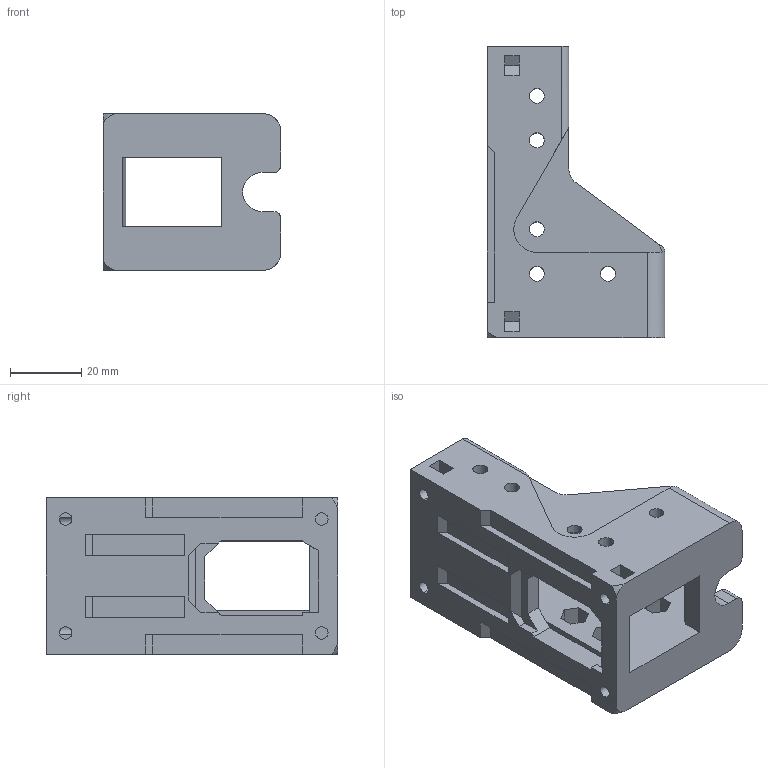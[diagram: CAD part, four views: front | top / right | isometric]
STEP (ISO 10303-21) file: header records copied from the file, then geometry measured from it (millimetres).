
FILE_DESCRIPTION (( 'STEP AP214' ), '1' );
FILE_NAME ('OA-Y30-P03-03.STEP', '2018-10-01T18:12:44', ( '' ), ( '' ), 'SwSTEP 2.0', 'SolidWorks 2014', '' );
FILE_SCHEMA (( 'AUTOMOTIVE_DESIGN' ));
Length unit declared in the file: millimetre
Products named in the file (1): OA-Y30-P03-03
Bounding box: 50 x 82 x 44 mm (x, y, z)
Volume: 67010.1 mm3; surface area: 23338.6 mm2
Topology: 1 solids, 1 shells, 237 faces, 644 edges, 423 vertices
Faces by surface type: plane 174, cylinder 57, cone 4, bspline 2
Entity records: 7662 total; most frequent: CARTESIAN_POINT 1557, ORIENTED_EDGE 1288, DIRECTION 1188, EDGE_CURVE 644, LINE 508, VECTOR 508, VERTEX_POINT 423, AXIS2_PLACEMENT_3D 340
